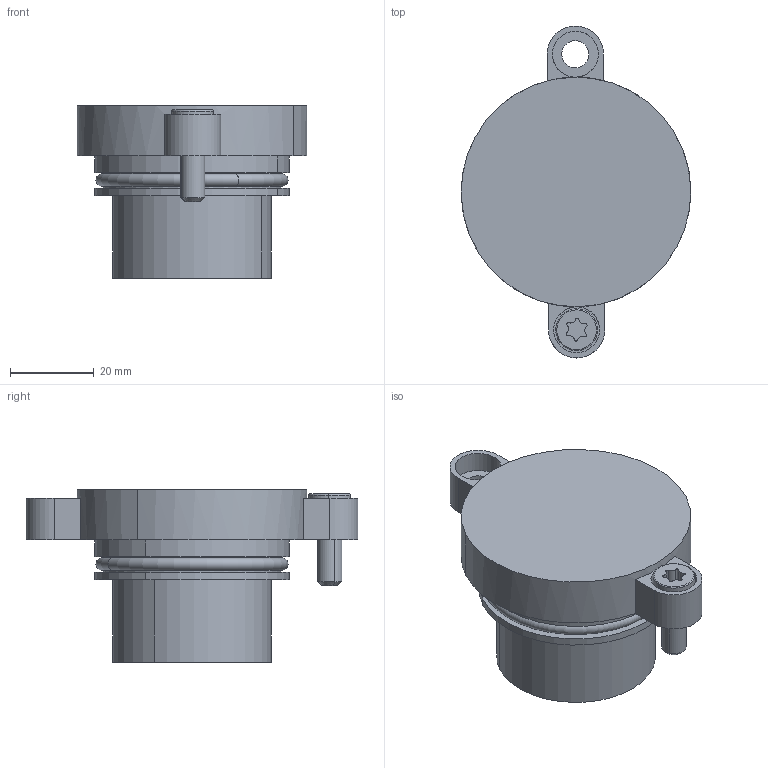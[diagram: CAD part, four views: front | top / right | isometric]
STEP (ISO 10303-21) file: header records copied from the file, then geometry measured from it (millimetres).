
FILE_DESCRIPTION(('CATIA V5 STEP','CAx-IF Rec.Pracs.--- Model Styling and Organization---1.2---2011-12-15'),'2;1');
FILE_NAME ('13317811_2', '2018-07-19T06:34:50+00:00', ('none'), ('Weidmueller'), 'CATIA Version 5-6 Release 2014 SP4 HF52', 'CATIA V5 STEP AP214', 'none');
FILE_SCHEMA(('AUTOMOTIVE_DESIGN { 1 0 10303 214 1 1 1 1 }'));
Length unit declared in the file: millimetre
Products named in the file (1): 1473470000
Bounding box: 55 x 79.5 x 41.3 mm (x, y, z)
Volume: 36439.4 mm3; surface area: 17422.4 mm2
Topology: 1 solids, 1 shells, 74 faces, 176 edges, 112 vertices
Faces by surface type: cylinder 42, plane 18, torus 12, cone 2
Entity records: 2026 total; most frequent: ORIENTED_EDGE 352, CARTESIAN_POINT 338, DIRECTION 274, EDGE_CURVE 176, AXIS2_PLACEMENT_3D 168, CIRCLE 118, VERTEX_POINT 112, EDGE_LOOP 86
